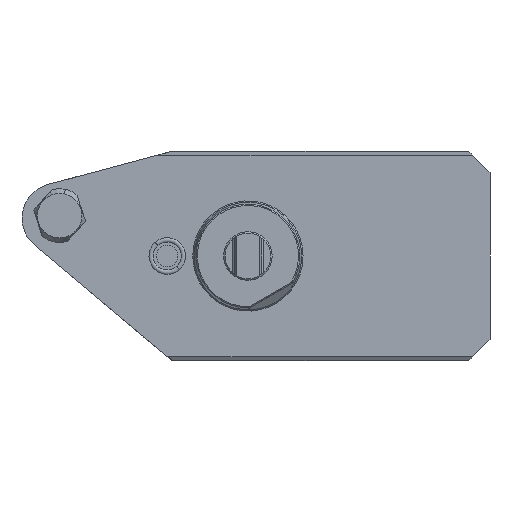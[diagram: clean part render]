
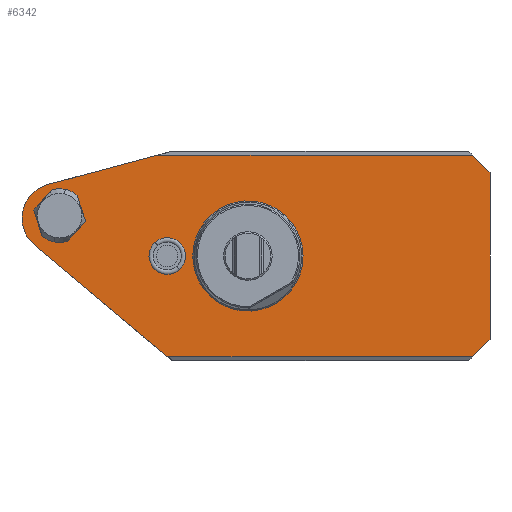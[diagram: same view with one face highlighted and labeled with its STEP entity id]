
A CAD part, front view. The second image highlights one B-rep face of the part: STEP entity #6342.
In plain terms, the highlighted planar face has unit normal (0, -1, 0).
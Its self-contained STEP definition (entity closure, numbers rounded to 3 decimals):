
#66=DIRECTION('',(-1.,0.,0.));
#67=VECTOR('',#66,116.974);
#68=CARTESIAN_POINT('',(83.474,0.,37.526));
#69=LINE('',#68,#67);
#148=DIRECTION('',(1.,0.,0.));
#149=VECTOR('',#148,113.23);
#150=CARTESIAN_POINT('',(-29.756,0.,-37.526));
#151=LINE('',#150,#149);
#172=DIRECTION('',(-0.707,0.,0.707));
#173=VECTOR('',#172,9.23);
#174=CARTESIAN_POINT('',(90.,0.,31.));
#175=LINE('',#174,#173);
#176=DIRECTION('',(0.,0.,1.));
#177=VECTOR('',#176,62.);
#178=CARTESIAN_POINT('',(90.,0.,-31.));
#179=LINE('',#178,#177);
#180=DIRECTION('',(0.707,0.,0.707));
#181=VECTOR('',#180,9.23);
#182=CARTESIAN_POINT('',(83.474,0.,-37.526));
#183=LINE('',#182,#181);
#184=DIRECTION('',(0.766,0.,-0.643));
#185=VECTOR('',#184,64.76);
#186=CARTESIAN_POINT('',(-79.366,0.,4.101));
#187=LINE('',#186,#185);
#188=CARTESIAN_POINT('',(-71.026,0.,
14.039));
#189=DIRECTION('',(0.,-1.,0.));
#190=DIRECTION('',(-0.259,0.,0.966));
#191=AXIS2_PLACEMENT_3D('',#188,#189,#190);
#193=DIRECTION('',(-0.966,0.,-0.259));
#194=VECTOR('',#193,42.326);
#195=CARTESIAN_POINT('',(-33.5,0.,37.526));
#196=LINE('',#195,#194);
#197=CARTESIAN_POINT('',(-30.,0.,0.));
#198=DIRECTION('',(0.,-1.,0.));
#199=DIRECTION('',(0.674,0.,-0.738));
#200=AXIS2_PLACEMENT_3D('',#197,#198,#199);
#202=CARTESIAN_POINT('',(-30.,0.,0.));
#203=DIRECTION('',(0.,-1.,0.));
#204=DIRECTION('',(-0.674,0.,0.738));
#205=AXIS2_PLACEMENT_3D('',#202,#203,#204);
#215=CARTESIAN_POINT('',(-70.,0.,15.));
#216=DIRECTION('',(0.,-1.,0.));
#217=DIRECTION('',(0.647,0.,0.763));
#218=AXIS2_PLACEMENT_3D('',#215,#216,#217);
#238=DIRECTION('',(0.307,0.,-0.952));
#239=VECTOR('',#238,10.175);
#240=CARTESIAN_POINT('',(-63.531,0.,22.626));
#241=LINE('',#240,#239);
#242=DIRECTION('',(-0.67,0.,-0.742));
#243=VECTOR('',#242,10.175);
#244=CARTESIAN_POINT('',(-60.403,0.,12.943));
#245=LINE('',#244,#243);
#250=CARTESIAN_POINT('',(-70.,0.,15.));
#251=DIRECTION('',(0.,-1.,0.));
#252=DIRECTION('',(-0.647,0.,-0.763));
#253=AXIS2_PLACEMENT_3D('',#250,#251,#252);
#273=DIRECTION('',(-0.307,0.,0.952));
#274=VECTOR('',#273,10.175);
#275=CARTESIAN_POINT('',(-76.469,0.,7.374));
#276=LINE('',#275,#274);
#277=DIRECTION('',(0.67,0.,0.742));
#278=VECTOR('',#277,10.175);
#279=CARTESIAN_POINT('',(-79.597,0.,17.057));
#280=LINE('',#279,#278);
#463=CARTESIAN_POINT('',(0.,0.,0.));
#464=DIRECTION('',(0.,1.,0.));
#465=DIRECTION('',(1.,0.,0.));
#466=AXIS2_PLACEMENT_3D('',#463,#464,#465);
#468=CARTESIAN_POINT('',(0.,0.,0.));
#469=DIRECTION('',(0.,1.,0.));
#470=DIRECTION('',(-1.,0.,0.));
#471=AXIS2_PLACEMENT_3D('',#468,#469,#470);
#5888=CARTESIAN_POINT('',(-25.414,0.,-5.021));
#5889=CARTESIAN_POINT('',(-34.586,0.,5.021));
#5890=VERTEX_POINT('',#5888);
#5891=VERTEX_POINT('',#5889);
#5920=CARTESIAN_POINT('',(-74.384,0.,
26.571));
#5921=CARTESIAN_POINT('',(-79.366,0.,
4.101));
#5922=VERTEX_POINT('',#5920);
#5923=VERTEX_POINT('',#5921);
#5924=CARTESIAN_POINT('',(90.,0.,-31.));
#5925=CARTESIAN_POINT('',(90.,0.,31.));
#5926=VERTEX_POINT('',#5924);
#5927=VERTEX_POINT('',#5925);
#5932=CARTESIAN_POINT('',(-33.5,0.,37.526));
#5933=VERTEX_POINT('',#5932);
#5934=CARTESIAN_POINT('',(-29.756,0.,-37.526));
#5935=VERTEX_POINT('',#5934);
#5936=CARTESIAN_POINT('',(83.474,0.,-37.526));
#5937=VERTEX_POINT('',#5936);
#5938=CARTESIAN_POINT('',(83.474,0.,37.526));
#5939=VERTEX_POINT('',#5938);
#5944=CARTESIAN_POINT('',(19.853,0.,0.));
#5945=CARTESIAN_POINT('',(-19.853,0.,0.));
#5946=VERTEX_POINT('',#5944);
#5947=VERTEX_POINT('',#5945);
#5952=CARTESIAN_POINT('',(-63.531,0.,22.626));
#5953=CARTESIAN_POINT('',(-72.776,0.,24.607));
#5954=VERTEX_POINT('',#5952);
#5955=VERTEX_POINT('',#5953);
#5956=CARTESIAN_POINT('',(-76.469,0.,7.374));
#5957=CARTESIAN_POINT('',(-67.224,0.,5.393));
#5958=VERTEX_POINT('',#5956);
#5959=VERTEX_POINT('',#5957);
#5960=CARTESIAN_POINT('',(-79.597,0.,17.057));
#5961=VERTEX_POINT('',#5960);
#5962=CARTESIAN_POINT('',(-60.403,0.,12.943));
#5963=VERTEX_POINT('',#5962);
#6299=CARTESIAN_POINT('',(0.,0.,0.));
#6300=DIRECTION('',(0.,-1.,0.));
#6301=DIRECTION('',(-1.,0.,0.));
#6302=AXIS2_PLACEMENT_3D('',#6299,#6300,#6301);
#6303=PLANE('',#6302);
#6304=ORIENTED_EDGE('',*,*,#6141,.F.);
#6306=ORIENTED_EDGE('',*,*,#6305,.F.);
#6308=ORIENTED_EDGE('',*,*,#6307,.F.);
#6309=ORIENTED_EDGE('',*,*,#6243,.F.);
#6310=ORIENTED_EDGE('',*,*,#6259,.F.);
#6311=ORIENTED_EDGE('',*,*,#6273,.F.);
#6312=ORIENTED_EDGE('',*,*,#6292,.F.);
#6313=ORIENTED_EDGE('',*,*,#6120,.F.);
#6314=EDGE_LOOP('',(#6304,#6306,#6308,#6309,#6310,#6311,#6312,#6313));
#6315=FACE_OUTER_BOUND('',#6314,.F.);
#6317=ORIENTED_EDGE('',*,*,#6316,.T.);
#6319=ORIENTED_EDGE('',*,*,#6318,.F.);
#6321=ORIENTED_EDGE('',*,*,#6320,.F.);
#6323=ORIENTED_EDGE('',*,*,#6322,.T.);
#6325=ORIENTED_EDGE('',*,*,#6324,.F.);
#6327=ORIENTED_EDGE('',*,*,#6326,.F.);
#6328=EDGE_LOOP('',(#6317,#6319,#6321,#6323,#6325,#6327));
#6329=FACE_BOUND('',#6328,.F.);
#6331=ORIENTED_EDGE('',*,*,#6330,.F.);
#6333=ORIENTED_EDGE('',*,*,#6332,.F.);
#6334=EDGE_LOOP('',(#6331,#6333));
#6335=FACE_BOUND('',#6334,.F.);
#6337=ORIENTED_EDGE('',*,*,#6336,.T.);
#6339=ORIENTED_EDGE('',*,*,#6338,.T.);
#6340=EDGE_LOOP('',(#6337,#6339));
#6341=FACE_BOUND('',#6340,.F.);
#192=CIRCLE('',#191,12.974);
#201=CIRCLE('',#200,6.8);
#206=CIRCLE('',#205,6.8);
#219=CIRCLE('',#218,10.);
#254=CIRCLE('',#253,10.);
#467=CIRCLE('',#466,19.853);
#472=CIRCLE('',#471,19.853);
#6120=EDGE_CURVE('',#5933,#5922,#196,.T.);
#6141=EDGE_CURVE('',#5939,#5933,#69,.T.);
#6243=EDGE_CURVE('',#5937,#5926,#183,.T.);
#6259=EDGE_CURVE('',#5935,#5937,#151,.T.);
#6273=EDGE_CURVE('',#5923,#5935,#187,.T.);
#6292=EDGE_CURVE('',#5922,#5923,#192,.T.);
#6305=EDGE_CURVE('',#5927,#5939,#175,.T.);
#6307=EDGE_CURVE('',#5926,#5927,#179,.T.);
#6316=EDGE_CURVE('',#5954,#5955,#219,.T.);
#6318=EDGE_CURVE('',#5961,#5955,#280,.T.);
#6320=EDGE_CURVE('',#5958,#5961,#276,.T.);
#6322=EDGE_CURVE('',#5958,#5959,#254,.T.);
#6324=EDGE_CURVE('',#5963,#5959,#245,.T.);
#6326=EDGE_CURVE('',#5954,#5963,#241,.T.);
#6330=EDGE_CURVE('',#5946,#5947,#467,.T.);
#6332=EDGE_CURVE('',#5947,#5946,#472,.T.);
#6336=EDGE_CURVE('',#5890,#5891,#201,.T.);
#6338=EDGE_CURVE('',#5891,#5890,#206,.T.);
#6342=ADVANCED_FACE('',(#6315,#6329,#6335,#6341),#6303,.T.);
